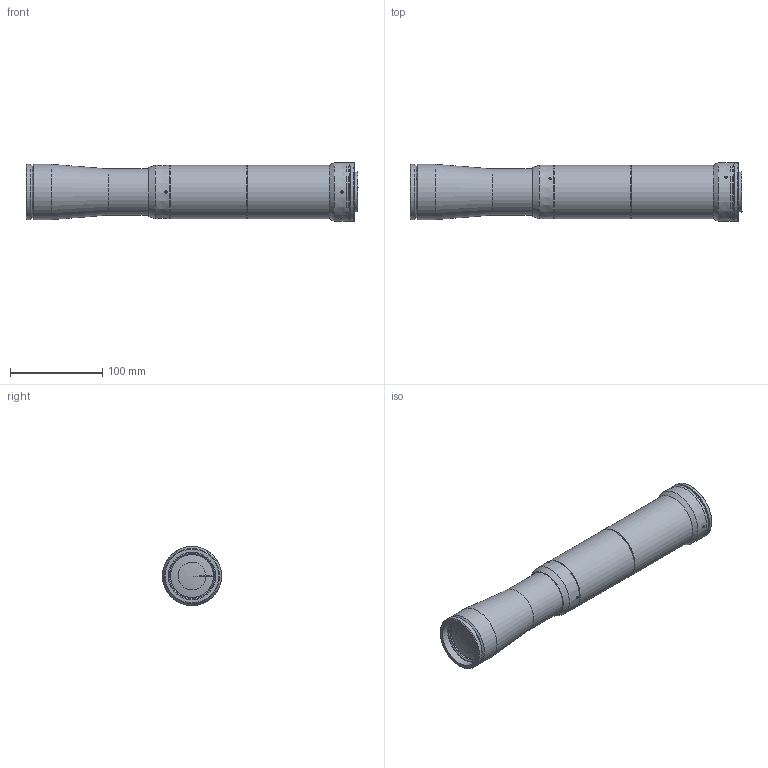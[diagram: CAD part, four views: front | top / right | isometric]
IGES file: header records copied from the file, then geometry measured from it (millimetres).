
Start section: SolidWorks IGES file using analytic representation for surfaces
Global section: file name: DP33134-A_TCSE16M028VISNIR-F.igs; native system: SolidWorks 2021; preprocessor: SolidWorks 2021; author: lrizzotto; date: 230803.094240; units: millimetre
Bounding box: 360.4 x 64 x 64 mm (x, y, z)
Surface area: 90321.1 mm2 (no closed solid volume)
Topology: 0 solids, 2 shells, 107 faces, 759 edges, 705 vertices
Faces by surface type: revolution 65, bspline 42
